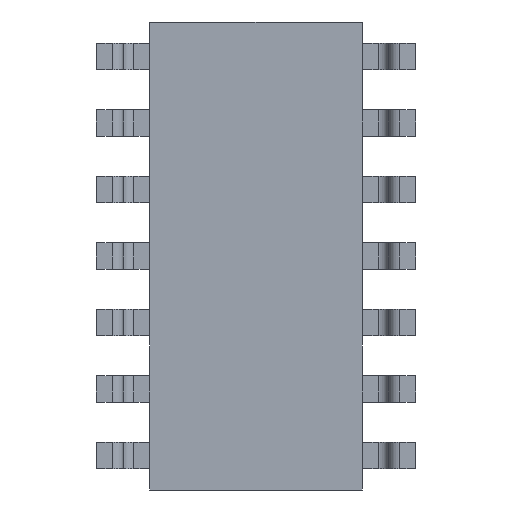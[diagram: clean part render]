
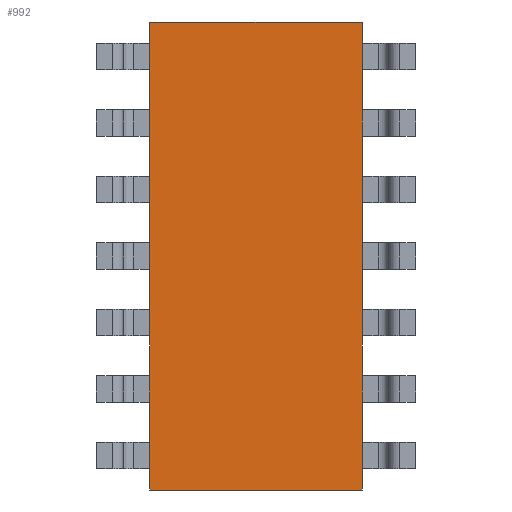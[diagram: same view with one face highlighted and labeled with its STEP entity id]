
A CAD part, front view. The second image highlights one B-rep face of the part: STEP entity #992.
In plain terms, the highlighted planar face has unit normal (0, -1, 0).
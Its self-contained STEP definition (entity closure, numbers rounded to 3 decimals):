
#256 = VECTOR ( 'NONE', #4786, 1000. ) ;
#503 = EDGE_CURVE ( 'NONE', #3628, #4182, #1782, .T. ) ;
#507 = DIRECTION ( 'NONE',  ( 1., 0., 0. ) ) ;
#590 = ORIENTED_EDGE ( 'NONE', *, *, #503, .F. ) ;
#992 = ADVANCED_FACE ( 'NONE', ( #5286 ), #5498, .F. ) ;
#1113 = CARTESIAN_POINT ( 'NONE',  ( 2., -0.75, 4.4 ) ) ;
#1267 = CARTESIAN_POINT ( 'NONE',  ( 2., -0.75, 4.4 ) ) ;
#1328 = DIRECTION ( 'NONE',  ( 0., 0., -1. ) ) ;
#1782 = LINE ( 'NONE', #1267, #3381 ) ;
#1787 = ORIENTED_EDGE ( 'NONE', *, *, #5736, .F. ) ;
#2225 = VECTOR ( 'NONE', #507, 1000. ) ;
#2258 = CARTESIAN_POINT ( 'NONE',  ( -2., -0.75, -4.4 ) ) ;
#2487 = CARTESIAN_POINT ( 'NONE',  ( -2., -0.75, 4.4 ) ) ;
#2797 = LINE ( 'NONE', #4219, #2225 ) ;
#3128 = CARTESIAN_POINT ( 'NONE',  ( -2., -0.75, 4.4 ) ) ;
#3239 = VERTEX_POINT ( 'NONE', #2258 ) ;
#3381 = VECTOR ( 'NONE', #1328, 1000. ) ;
#3470 = EDGE_LOOP ( 'NONE', ( #5447, #590, #1787, #4134 ) ) ;
#3628 = VERTEX_POINT ( 'NONE', #1113 ) ;
#3736 = EDGE_CURVE ( 'NONE', #3239, #4182, #5548, .T. ) ;
#4058 = AXIS2_PLACEMENT_3D ( 'NONE', #3128, #4524, #5950 ) ;
#4134 = ORIENTED_EDGE ( 'NONE', *, *, #5269, .T. ) ;
#4182 = VERTEX_POINT ( 'NONE', #5123 ) ;
#4219 = CARTESIAN_POINT ( 'NONE',  ( -2., -0.75, 4.4 ) ) ;
#4503 = VECTOR ( 'NONE', #5914, 1000. ) ;
#4524 = DIRECTION ( 'NONE',  ( 0., 1., 0. ) ) ;
#4531 = VERTEX_POINT ( 'NONE', #4986 ) ;
#4786 = DIRECTION ( 'NONE',  ( 0., 0., -1. ) ) ;
#4986 = CARTESIAN_POINT ( 'NONE',  ( -2., -0.75, 4.4 ) ) ;
#5007 = CARTESIAN_POINT ( 'NONE',  ( -2., -0.75, -4.4 ) ) ;
#5123 = CARTESIAN_POINT ( 'NONE',  ( 2., -0.75, -4.4 ) ) ;
#5269 = EDGE_CURVE ( 'NONE', #4531, #3239, #5301, .T. ) ;
#5286 = FACE_OUTER_BOUND ( 'NONE', #3470, .T. ) ;
#5301 = LINE ( 'NONE', #2487, #256 ) ;
#5447 = ORIENTED_EDGE ( 'NONE', *, *, #3736, .T. ) ;
#5498 = PLANE ( 'NONE',  #4058 ) ;
#5548 = LINE ( 'NONE', #5007, #4503 ) ;
#5736 = EDGE_CURVE ( 'NONE', #4531, #3628, #2797, .T. ) ;
#5914 = DIRECTION ( 'NONE',  ( 1., 0., 0. ) ) ;
#5950 = DIRECTION ( 'NONE',  ( -1., 0., 0. ) ) ;
